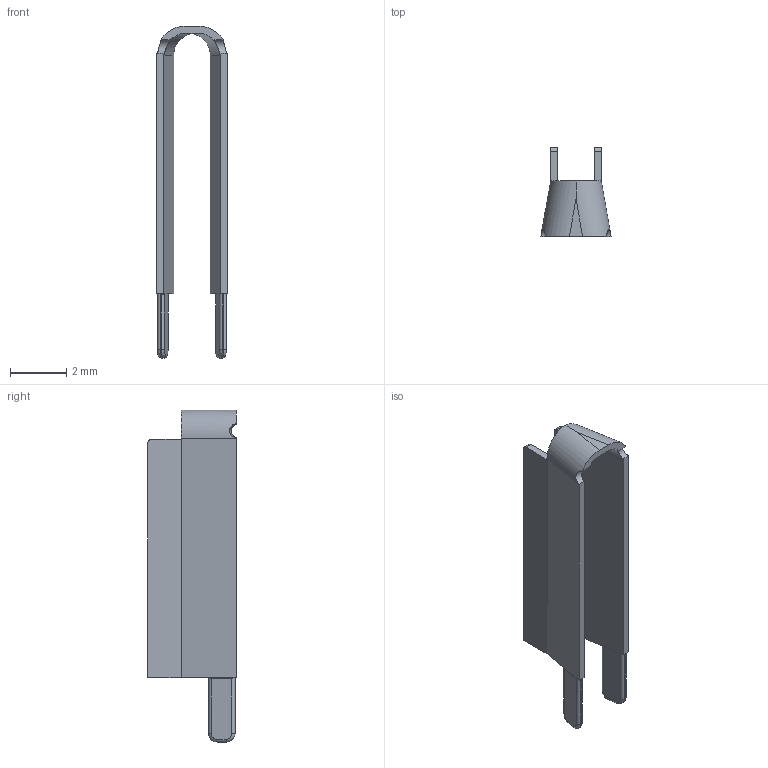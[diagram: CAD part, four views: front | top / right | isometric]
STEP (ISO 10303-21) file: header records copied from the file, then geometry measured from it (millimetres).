
FILE_DESCRIPTION(/* description */ (''),/* implementation_level */ '2;1');
FILE_NAME(/* name */ 'MC Metal connector.step',/* time_stamp */ '2024-08-28T14:56:58+06:00',/* author */ (''),/* organization */ (''),/* preprocessor_version */ 'ST-DEVELOPER v20',/* originating_system */ 'Autodesk Translation Framework v13.14.0.145',/* authorisation */ '');
FILE_SCHEMA (('AUTOMOTIVE_DESIGN { 1 0 10303 214 3 1 1 }'));
Length unit declared in the file: millimetre
Products named in the file (1): Metal connector
Bounding box: 2.5 x 3.17 x 11.85 mm (x, y, z)
Volume: 16 mm3; surface area: 146.6 mm2
Topology: 2 solids, 2 shells, 75 faces, 182 edges, 111 vertices
Faces by surface type: plane 35, cylinder 27, bspline 13
Entity records: 2661 total; most frequent: CARTESIAN_POINT 883, DIRECTION 367, ORIENTED_EDGE 364, EDGE_CURVE 182, AXIS2_PLACEMENT_3D 135, VERTEX_POINT 111, LINE 97, VECTOR 97
